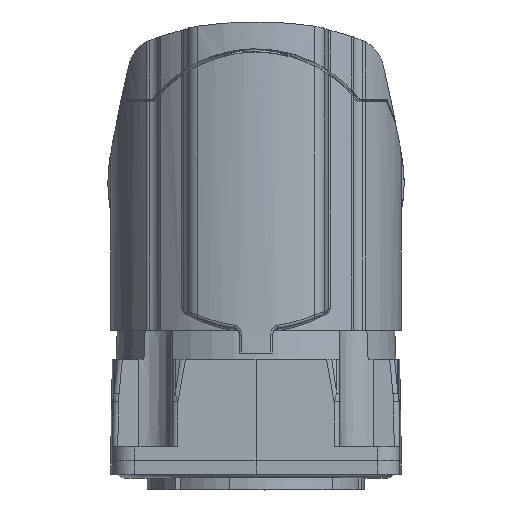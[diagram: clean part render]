
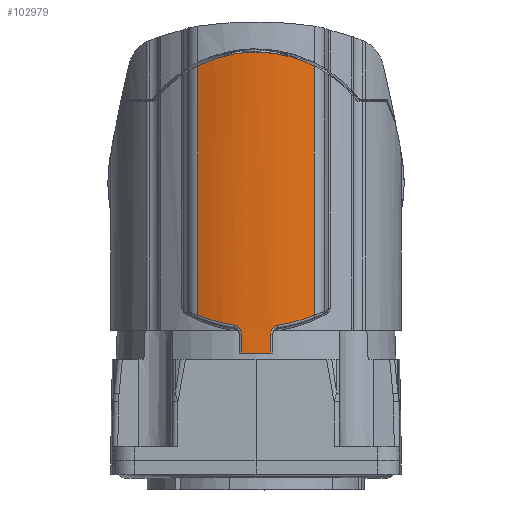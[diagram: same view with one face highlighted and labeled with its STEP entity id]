
A CAD part, top view. The second image highlights one B-rep face of the part: STEP entity #102979.
In plain terms, the highlighted cylindrical face has radius 15 mm (diameter 30 mm), a partial arc.
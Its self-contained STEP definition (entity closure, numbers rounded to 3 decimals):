
#1018=CARTESIAN_POINT('',(5.21,36.514,14.066));
#1228=CARTESIAN_POINT('',(-5.21,36.514,14.066));
#35442=CARTESIAN_POINT('',(-5.21,14.249,
14.066));
#35443=CARTESIAN_POINT('',(-4.848,14.097,
14.2));
#35444=CARTESIAN_POINT('',(-4.119,13.828,
14.438));
#35445=CARTESIAN_POINT('',(-3.02,13.527,
14.707));
#35446=CARTESIAN_POINT('',(-2.287,13.391,
14.829));
#35447=CARTESIAN_POINT('',(-1.922,13.338,
14.876));
#35449=DIRECTION('',(0.,1.,0.));
#35450=VECTOR('',#35449,22.266);
#35451=CARTESIAN_POINT('',(-5.21,14.249,
14.066));
#35452=LINE('',#35451,#35450);
#35453=CARTESIAN_POINT('',(-5.21,36.514,
14.066));
#35454=CARTESIAN_POINT('',(-4.642,36.8,
14.277));
#35455=CARTESIAN_POINT('',(-3.486,37.264,
14.626));
#35456=CARTESIAN_POINT('',(-1.742,37.664,
14.933));
#35457=CARTESIAN_POINT('',(-0.578,37.75,15.));
#35458=CARTESIAN_POINT('',(0.,37.75,15.));
#35460=CARTESIAN_POINT('',(0.,37.75,15.));
#35461=CARTESIAN_POINT('',(0.578,37.75,15.));
#35462=CARTESIAN_POINT('',(1.742,37.664,14.933));
#35463=CARTESIAN_POINT('',(3.486,37.264,14.626));
#35464=CARTESIAN_POINT('',(4.642,36.8,14.277));
#35465=CARTESIAN_POINT('',(5.21,36.514,14.066));
#35467=DIRECTION('',(0.,1.,0.));
#35468=VECTOR('',#35467,22.266);
#35469=CARTESIAN_POINT('',(5.21,14.249,14.066));
#35470=LINE('',#35469,#35468);
#35471=CARTESIAN_POINT('',(5.21,14.249,14.066));
#35472=CARTESIAN_POINT('',(4.848,14.097,14.2));
#35473=CARTESIAN_POINT('',(4.119,13.828,14.438));
#35474=CARTESIAN_POINT('',(3.02,13.527,14.707));
#35475=CARTESIAN_POINT('',(2.287,13.391,14.829));
#35476=CARTESIAN_POINT('',(1.922,13.338,14.876));
#35483=DIRECTION('',(0.,-1.,0.));
#35484=VECTOR('',#35483,1.697);
#35485=CARTESIAN_POINT('',(-1.318,12.547,
14.942));
#35486=LINE('',#35485,#35484);
#35487=CARTESIAN_POINT('',(-1.922,13.338,
14.876));
#35488=CARTESIAN_POINT('',(-1.811,13.322,
14.891));
#35489=CARTESIAN_POINT('',(-1.618,13.238,
14.913));
#35490=CARTESIAN_POINT('',(-1.373,12.95,
14.937));
#35491=CARTESIAN_POINT('',(-1.318,12.694,
14.942));
#35492=CARTESIAN_POINT('',(-1.318,12.547,
14.942));
#35666=CARTESIAN_POINT('',(-5.21,14.249,
14.066));
#35810=CARTESIAN_POINT('',(0.,10.85,0.));
#35811=DIRECTION('',(0.,-1.,0.));
#35812=DIRECTION('',(0.088,0.,0.996));
#35813=AXIS2_PLACEMENT_3D('',#35810,#35811,#35812);
#35972=CARTESIAN_POINT('',(1.922,13.338,14.876));
#35979=CARTESIAN_POINT('',(1.318,12.547,14.942));
#35980=CARTESIAN_POINT('',(1.318,12.694,14.942));
#35981=CARTESIAN_POINT('',(1.373,12.95,14.937));
#35982=CARTESIAN_POINT('',(1.618,13.238,14.913));
#35983=CARTESIAN_POINT('',(1.811,13.322,14.891));
#35984=CARTESIAN_POINT('',(1.922,13.338,14.876));
#35998=CARTESIAN_POINT('',(1.318,12.547,14.942));
#36004=DIRECTION('',(0.,1.,0.));
#36005=VECTOR('',#36004,1.697);
#36006=CARTESIAN_POINT('',(1.318,10.85,14.942));
#36007=LINE('',#36006,#36005);
#36023=CARTESIAN_POINT('',(5.21,14.249,14.066));
#43024=CARTESIAN_POINT('',(-1.318,10.85,14.942));
#43026=VERTEX_POINT('',#43024);
#43029=CARTESIAN_POINT('',(1.318,10.85,14.942));
#43031=VERTEX_POINT('',#43029);
#43037=VERTEX_POINT('',#35666);
#43044=VERTEX_POINT('',#36023);
#43286=VERTEX_POINT('',#35998);
#43287=VERTEX_POINT('',#35972);
#43295=CARTESIAN_POINT('',(-1.922,13.338,
14.876));
#43296=VERTEX_POINT('',#43295);
#43298=CARTESIAN_POINT('',(-1.318,12.547,
14.942));
#43300=VERTEX_POINT('',#43298);
#43312=VERTEX_POINT('',#1228);
#43313=VERTEX_POINT('',#1018);
#43340=VERTEX_POINT('',#35458);
#102952=CARTESIAN_POINT('',(0.,12.65,0.));
#102953=DIRECTION('',(0.,-1.,0.));
#102954=DIRECTION('',(0.,0.,-1.));
#102955=AXIS2_PLACEMENT_3D('',#102952,#102953,#102954);
#102956=CYLINDRICAL_SURFACE('',#102955,15.);
#102958=ORIENTED_EDGE('',*,*,#102957,.F.);
#102960=ORIENTED_EDGE('',*,*,#102959,.F.);
#102962=ORIENTED_EDGE('',*,*,#102961,.F.);
#102964=ORIENTED_EDGE('',*,*,#102963,.T.);
#102965=ORIENTED_EDGE('',*,*,#51305,.T.);
#102966=ORIENTED_EDGE('',*,*,#50895,.T.);
#102968=ORIENTED_EDGE('',*,*,#102967,.F.);
#102970=ORIENTED_EDGE('',*,*,#102969,.T.);
#102972=ORIENTED_EDGE('',*,*,#102971,.F.);
#102974=ORIENTED_EDGE('',*,*,#102973,.F.);
#102976=ORIENTED_EDGE('',*,*,#102975,.T.);
#102977=EDGE_LOOP('',(#102958,#102960,#102962,#102964,#102965,#102966,#102968,
#102970,#102972,#102974,#102976));
#102978=FACE_OUTER_BOUND('',#102977,.F.);
#102979=ADVANCED_FACE('',(#102978),#102956,.T.);
#35448=B_SPLINE_CURVE_WITH_KNOTS('',3,(#35442,#35443,#35444,#35445,#35446,
#35447),.UNSPECIFIED.,.F.,.F.,(4,1,1,4),(0.,0.333,
0.667,1.),.UNSPECIFIED.);
#35459=B_SPLINE_CURVE_WITH_KNOTS('',3,(#35453,#35454,#35455,#35456,#35457,
#35458),.UNSPECIFIED.,.F.,.F.,(4,1,1,4),(0.,0.333,
0.667,1.),.UNSPECIFIED.);
#35466=B_SPLINE_CURVE_WITH_KNOTS('',3,(#35460,#35461,#35462,#35463,#35464,
#35465),.UNSPECIFIED.,.F.,.F.,(4,1,1,4),(0.,0.333,
0.667,1.),.UNSPECIFIED.);
#35477=B_SPLINE_CURVE_WITH_KNOTS('',3,(#35471,#35472,#35473,#35474,#35475,
#35476),.UNSPECIFIED.,.F.,.F.,(4,1,1,4),(0.,0.333,
0.667,1.),.UNSPECIFIED.);
#35493=B_SPLINE_CURVE_WITH_KNOTS('',3,(#35487,#35488,#35489,#35490,#35491,
#35492),.UNSPECIFIED.,.F.,.F.,(4,1,1,4),(0.,0.333,
0.667,1.),.UNSPECIFIED.);
#35814=CIRCLE('',#35813,15.);
#35985=B_SPLINE_CURVE_WITH_KNOTS('',3,(#35979,#35980,#35981,#35982,#35983,
#35984),.UNSPECIFIED.,.F.,.F.,(4,1,1,4),(0.,0.333,
0.667,1.),.UNSPECIFIED.);
#50895=EDGE_CURVE('',#43340,#43313,#35466,.T.);
#51305=EDGE_CURVE('',#43312,#43340,#35459,.T.);
#102957=EDGE_CURVE('',#43300,#43026,#35486,.T.);
#102959=EDGE_CURVE('',#43296,#43300,#35493,.T.);
#102961=EDGE_CURVE('',#43037,#43296,#35448,.T.);
#102963=EDGE_CURVE('',#43037,#43312,#35452,.T.);
#102967=EDGE_CURVE('',#43044,#43313,#35470,.T.);
#102969=EDGE_CURVE('',#43044,#43287,#35477,.T.);
#102971=EDGE_CURVE('',#43286,#43287,#35985,.T.);
#102973=EDGE_CURVE('',#43031,#43286,#36007,.T.);
#102975=EDGE_CURVE('',#43031,#43026,#35814,.T.);
